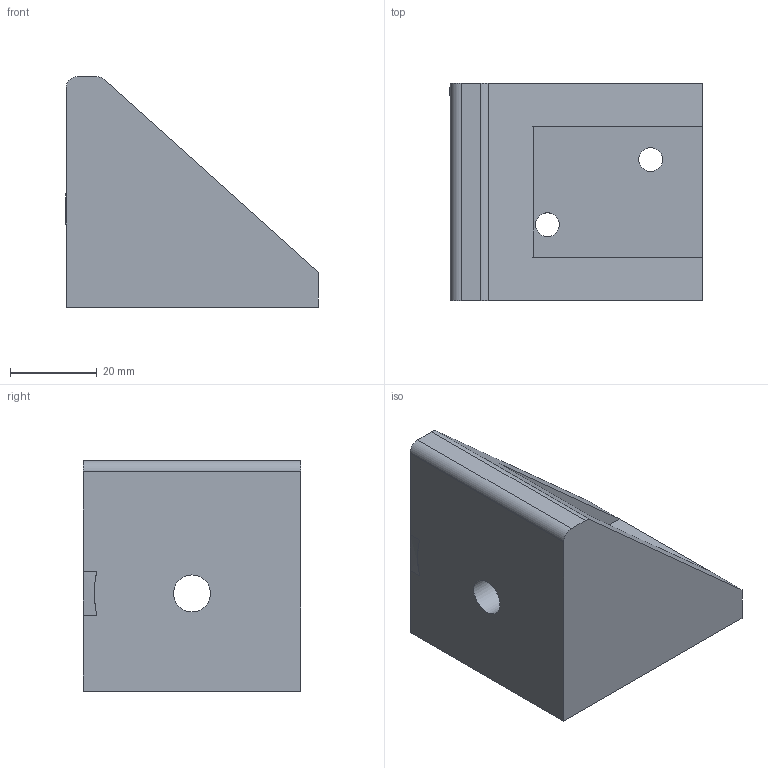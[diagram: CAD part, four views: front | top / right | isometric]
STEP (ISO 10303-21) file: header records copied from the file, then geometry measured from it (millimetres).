
FILE_DESCRIPTION(/* description */ (''),/* implementation_level */ '2;1');
FILE_NAME(/* name */ 'SLIDER_MOUNT_TYPE_!.step',/* time_stamp */ '2025-12-06T20:06:51+05:30',/* author */ (''),/* organization */ (''),/* preprocessor_version */ 'ST-DEVELOPER v20.1',/* originating_system */ 'Autodesk Translation Framework v14.21.0.0',/* authorisation */ '');
FILE_SCHEMA (('AUTOMOTIVE_DESIGN { 1 0 10303 214 3 1 1 }'));
Length unit declared in the file: millimetre
Products named in the file (1): single_side_mount
Bounding box: 58.12 x 50 x 53 mm (x, y, z)
Volume: 64631.8 mm3; surface area: 17143.1 mm2
Topology: 1 solids, 1 shells, 23 faces, 57 edges, 36 vertices
Faces by surface type: plane 12, cylinder 10, bspline 1
Full cylindrical faces by diameter (mm): 5.5 x2, 8.5 x1
Entity records: 758 total; most frequent: CARTESIAN_POINT 159, DIRECTION 116, ORIENTED_EDGE 114, EDGE_CURVE 57, LINE 40, VECTOR 40, AXIS2_PLACEMENT_3D 38, VERTEX_POINT 36
